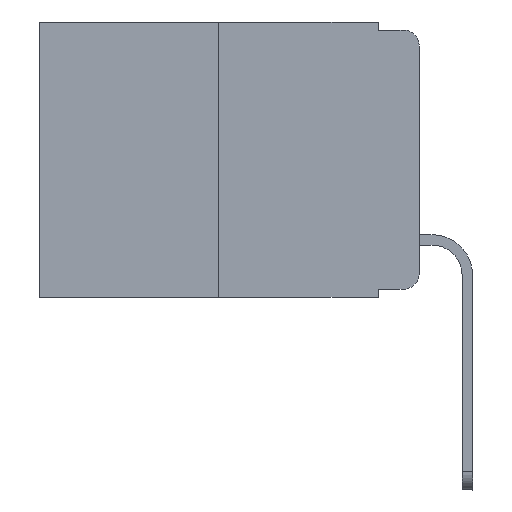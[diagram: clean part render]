
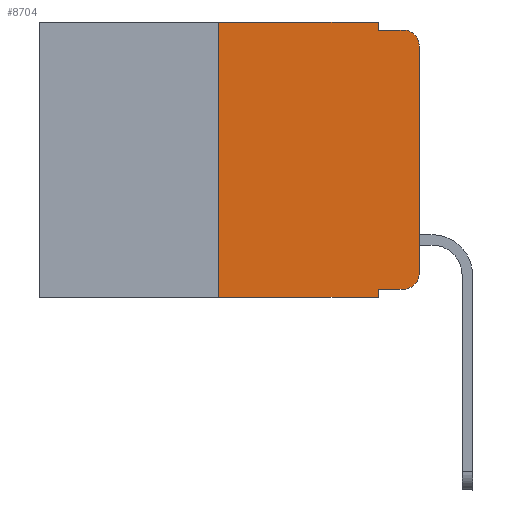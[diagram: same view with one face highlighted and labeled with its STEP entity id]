
A CAD part, left-side view. The second image highlights one B-rep face of the part: STEP entity #8704.
In plain terms, the highlighted planar face has unit normal (-1, 0, 0).
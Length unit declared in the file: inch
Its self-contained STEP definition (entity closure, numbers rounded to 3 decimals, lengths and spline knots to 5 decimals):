
#491 = LINE ( 'NONE', #12557, #16931 ) ;
#509 = EDGE_CURVE ( 'NONE', #16309, #4474, #11672, .T. ) ;
#863 = CARTESIAN_POINT ( 'NONE',  ( 0., 0., -0.313 ) ) ;
#908 = ORIENTED_EDGE ( 'NONE', *, *, #9328, .F. ) ;
#977 = VECTOR ( 'NONE', #3617, 39.37008 ) ;
#1018 = EDGE_CURVE ( 'NONE', #17047, #2406, #15650, .T. ) ;
#1070 = ORIENTED_EDGE ( 'NONE', *, *, #5041, .F. ) ;
#1574 = DIRECTION ( 'NONE',  ( 0., 0., -1. ) ) ;
#1635 = FACE_OUTER_BOUND ( 'NONE', #17533, .T. ) ;
#1731 = ORIENTED_EDGE ( 'NONE', *, *, #7970, .T. ) ;
#1850 = VECTOR ( 'NONE', #12112, 39.37008 ) ;
#2179 = CARTESIAN_POINT ( 'NONE',  ( 0., 0.02, -0.03 ) ) ;
#2219 = CARTESIAN_POINT ( 'NONE',  ( 0., 0.473, 0. ) ) ;
#2280 = DIRECTION ( 'NONE',  ( -1., 0., 0. ) ) ;
#2406 = VERTEX_POINT ( 'NONE', #3794 ) ;
#3112 = CARTESIAN_POINT ( 'NONE',  ( 0., 0., -0.03 ) ) ;
#3122 = DIRECTION ( 'NONE',  ( 0., -1., 0. ) ) ;
#3570 = DIRECTION ( 'NONE',  ( 0., 0., 1. ) ) ;
#3617 = DIRECTION ( 'NONE',  ( 0., -1., 0. ) ) ;
#3794 = CARTESIAN_POINT ( 'NONE',  ( 0., 0.25, 0. ) ) ;
#4322 = ORIENTED_EDGE ( 'NONE', *, *, #1018, .F. ) ;
#4436 = PLANE ( 'NONE',  #7473 ) ;
#4467 = LINE ( 'NONE', #15414, #12773 ) ;
#4474 = VERTEX_POINT ( 'NONE', #10775 ) ;
#4862 = LINE ( 'NONE', #14741, #977 ) ;
#5041 = EDGE_CURVE ( 'NONE', #2406, #13953, #10595, .T. ) ;
#5059 = VERTEX_POINT ( 'NONE', #863 ) ;
#5087 = ORIENTED_EDGE ( 'NONE', *, *, #17121, .T. ) ;
#5494 = VECTOR ( 'NONE', #12315, 39.37008 ) ;
#6187 = VECTOR ( 'NONE', #17083, 39.37008 ) ;
#6226 = AXIS2_PLACEMENT_3D ( 'NONE', #2179, #7962, #13416 ) ;
#6636 = CARTESIAN_POINT ( 'NONE',  ( 0., 0.051, -0.333 ) ) ;
#7150 = DIRECTION ( 'NONE',  ( 1., 0., 0. ) ) ;
#7294 = CARTESIAN_POINT ( 'NONE',  ( 0., 0.051, -0.333 ) ) ;
#7457 = ORIENTED_EDGE ( 'NONE', *, *, #12751, .T. ) ;
#7473 = AXIS2_PLACEMENT_3D ( 'NONE', #15462, #7150, #12448 ) ;
#7543 = ORIENTED_EDGE ( 'NONE', *, *, #17074, .F. ) ;
#7671 = CARTESIAN_POINT ( 'NONE',  ( 0., 0.25, 0. ) ) ;
#7933 = CARTESIAN_POINT ( 'NONE',  ( 0., 0.051, 0. ) ) ;
#7962 = DIRECTION ( 'NONE',  ( -1., 0., 0. ) ) ;
#7970 = EDGE_CURVE ( 'NONE', #5059, #16309, #9065, .T. ) ;
#8195 = CARTESIAN_POINT ( 'NONE',  ( 0., 0.051, -0.343 ) ) ;
#8278 = EDGE_CURVE ( 'NONE', #13953, #13609, #491, .T. ) ;
#8704 = ADVANCED_FACE ( 'NONE', ( #1635 ), #4436, .F. ) ;
#8865 = CARTESIAN_POINT ( 'NONE',  ( 0., 0.25, -0.343 ) ) ;
#9055 = DIRECTION ( 'NONE',  ( 0., 0., -1. ) ) ;
#9065 = LINE ( 'NONE', #10659, #13869 ) ;
#9328 = EDGE_CURVE ( 'NONE', #16814, #14036, #10681, .T. ) ;
#9654 = CARTESIAN_POINT ( 'NONE',  ( 0., 0.051, -0.01 ) ) ;
#10331 = DIRECTION ( 'NONE',  ( 0., -1., 0. ) ) ;
#10595 = LINE ( 'NONE', #2219, #15837 ) ;
#10659 = CARTESIAN_POINT ( 'NONE',  ( 0., 0., 0. ) ) ;
#10660 = LINE ( 'NONE', #6636, #1850 ) ;
#10681 = LINE ( 'NONE', #12235, #5494 ) ;
#10775 = CARTESIAN_POINT ( 'NONE',  ( 0., 0.02, -0.01 ) ) ;
#11357 = ORIENTED_EDGE ( 'NONE', *, *, #12544, .T. ) ;
#11672 = CIRCLE ( 'NONE', #6226, 0.02 ) ;
#12112 = DIRECTION ( 'NONE',  ( 0., -1., 0. ) ) ;
#12201 = CIRCLE ( 'NONE', #14455, 0.02 ) ;
#12235 = CARTESIAN_POINT ( 'NONE',  ( 0., 0.051, 0. ) ) ;
#12315 = DIRECTION ( 'NONE',  ( 0., 0., -1. ) ) ;
#12448 = DIRECTION ( 'NONE',  ( 0., 0., -1. ) ) ;
#12544 = EDGE_CURVE ( 'NONE', #17457, #5059, #12201, .T. ) ;
#12557 = CARTESIAN_POINT ( 'NONE',  ( 0., 0.051, 0. ) ) ;
#12751 = EDGE_CURVE ( 'NONE', #17047, #14036, #4862, .T. ) ;
#12773 = VECTOR ( 'NONE', #3122, 39.37008 ) ;
#13416 = DIRECTION ( 'NONE',  ( 0., 0., -1. ) ) ;
#13609 = VERTEX_POINT ( 'NONE', #9654 ) ;
#13869 = VECTOR ( 'NONE', #3570, 39.37008 ) ;
#13953 = VERTEX_POINT ( 'NONE', #7933 ) ;
#14036 = VERTEX_POINT ( 'NONE', #8195 ) ;
#14440 = ORIENTED_EDGE ( 'NONE', *, *, #509, .T. ) ;
#14455 = AXIS2_PLACEMENT_3D ( 'NONE', #17112, #2280, #9055 ) ;
#14741 = CARTESIAN_POINT ( 'NONE',  ( 0., 0.473, -0.343 ) ) ;
#14920 = CARTESIAN_POINT ( 'NONE',  ( 0., 0.02, -0.333 ) ) ;
#15142 = ORIENTED_EDGE ( 'NONE', *, *, #8278, .F. ) ;
#15414 = CARTESIAN_POINT ( 'NONE',  ( 0., 0.051, -0.01 ) ) ;
#15462 = CARTESIAN_POINT ( 'NONE',  ( 0., 0.473, 0. ) ) ;
#15650 = LINE ( 'NONE', #7671, #6187 ) ;
#15837 = VECTOR ( 'NONE', #10331, 39.37008 ) ;
#16309 = VERTEX_POINT ( 'NONE', #3112 ) ;
#16814 = VERTEX_POINT ( 'NONE', #7294 ) ;
#16931 = VECTOR ( 'NONE', #1574, 39.37008 ) ;
#17047 = VERTEX_POINT ( 'NONE', #8865 ) ;
#17074 = EDGE_CURVE ( 'NONE', #13609, #4474, #4467, .T. ) ;
#17083 = DIRECTION ( 'NONE',  ( 0., 0., 1. ) ) ;
#17112 = CARTESIAN_POINT ( 'NONE',  ( 0., 0.02, -0.313 ) ) ;
#17121 = EDGE_CURVE ( 'NONE', #16814, #17457, #10660, .T. ) ;
#17457 = VERTEX_POINT ( 'NONE', #14920 ) ;
#17533 = EDGE_LOOP ( 'NONE', ( #1731, #14440, #7543, #15142, #1070, #4322, #7457, #908, #5087, #11357 ) ) ;
